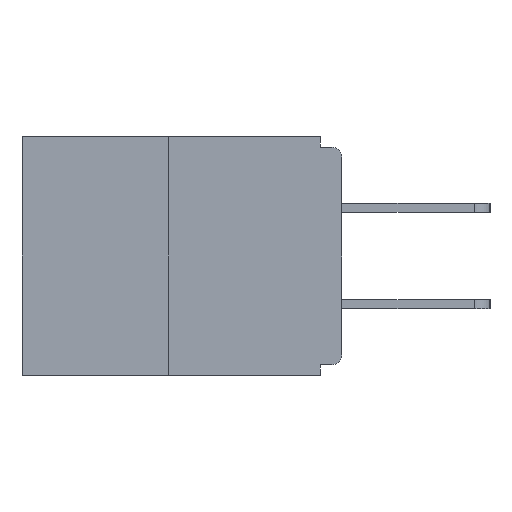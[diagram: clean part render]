
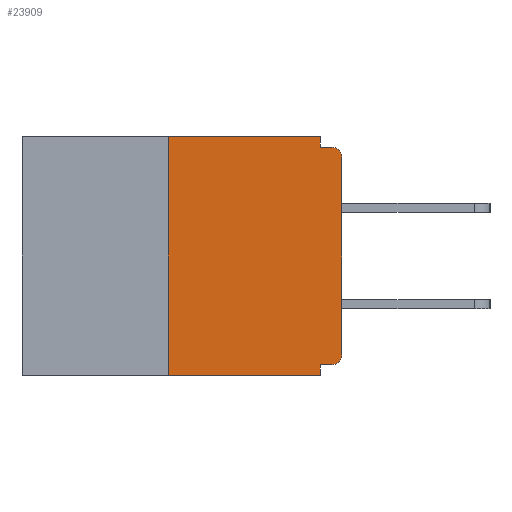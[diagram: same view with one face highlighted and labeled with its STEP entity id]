
A CAD part, left-side view. The second image highlights one B-rep face of the part: STEP entity #23909.
In plain terms, the highlighted planar face has unit normal (-1, 0, 0).
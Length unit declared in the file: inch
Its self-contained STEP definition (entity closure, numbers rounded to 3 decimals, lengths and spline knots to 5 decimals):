
#1054 = CARTESIAN_POINT ( 'NONE',  ( 0., 0.46, -0.343 ) ) ;
#1420 = CARTESIAN_POINT ( 'NONE',  ( 0., 0.015, -0.03 ) ) ;
#1559 = CARTESIAN_POINT ( 'NONE',  ( 0., 0.46, 0. ) ) ;
#1956 = CARTESIAN_POINT ( 'NONE',  ( 0., 0.031, 0. ) ) ;
#1996 = DIRECTION ( 'NONE',  ( -1., 0., 0. ) ) ;
#2765 = VECTOR ( 'NONE', #23264, 39.37008 ) ;
#2855 = CARTESIAN_POINT ( 'NONE',  ( 0., 0., -0.015 ) ) ;
#2947 = LINE ( 'NONE', #5275, #8638 ) ;
#3557 = ORIENTED_EDGE ( 'NONE', *, *, #6464, .F. ) ;
#4641 = VERTEX_POINT ( 'NONE', #19897 ) ;
#5210 = CARTESIAN_POINT ( 'NONE',  ( 0., 0.031, -0.343 ) ) ;
#5275 = CARTESIAN_POINT ( 'NONE',  ( 0., 0., -0.328 ) ) ;
#5491 = VERTEX_POINT ( 'NONE', #28364 ) ;
#5592 = ORIENTED_EDGE ( 'NONE', *, *, #15444, .F. ) ;
#6121 = ORIENTED_EDGE ( 'NONE', *, *, #7295, .T. ) ;
#6464 = EDGE_CURVE ( 'NONE', #22039, #18737, #2947, .T. ) ;
#6596 = CARTESIAN_POINT ( 'NONE',  ( 0., 0.015, -0.313 ) ) ;
#6679 = DIRECTION ( 'NONE',  ( 0., 0., 1. ) ) ;
#6683 = EDGE_LOOP ( 'NONE', ( #9074, #27786, #15594, #9558, #3557, #8475, #9644, #6121, #24042, #5592 ) ) ;
#6789 = VERTEX_POINT ( 'NONE', #5210 ) ;
#7259 = DIRECTION ( 'NONE',  ( 0., 1., 0. ) ) ;
#7295 = EDGE_CURVE ( 'NONE', #15918, #11778, #23215, .T. ) ;
#7444 = DIRECTION ( 'NONE',  ( -1., 0., 0. ) ) ;
#7733 = DIRECTION ( 'NONE',  ( 0., 0., -1. ) ) ;
#8312 = CARTESIAN_POINT ( 'NONE',  ( 0., 0.031, -0.328 ) ) ;
#8475 = ORIENTED_EDGE ( 'NONE', *, *, #11945, .T. ) ;
#8638 = VECTOR ( 'NONE', #7259, 39.37008 ) ;
#8874 = EDGE_CURVE ( 'NONE', #12302, #15918, #16277, .T. ) ;
#9042 = VERTEX_POINT ( 'NONE', #10552 ) ;
#9074 = ORIENTED_EDGE ( 'NONE', *, *, #24632, .F. ) ;
#9403 = CARTESIAN_POINT ( 'NONE',  ( 0., 0.25, 0. ) ) ;
#9558 = ORIENTED_EDGE ( 'NONE', *, *, #17421, .F. ) ;
#9644 = ORIENTED_EDGE ( 'NONE', *, *, #8874, .T. ) ;
#9753 = VECTOR ( 'NONE', #16567, 39.37008 ) ;
#9842 = LINE ( 'NONE', #27576, #14397 ) ;
#9927 = EDGE_CURVE ( 'NONE', #26689, #5491, #15708, .T. ) ;
#10146 = EDGE_CURVE ( 'NONE', #26689, #6789, #24935, .T. ) ;
#10552 = CARTESIAN_POINT ( 'NONE',  ( 0., 0.031, -0.015 ) ) ;
#11778 = VERTEX_POINT ( 'NONE', #18555 ) ;
#11945 = EDGE_CURVE ( 'NONE', #22039, #12302, #24514, .T. ) ;
#12302 = VERTEX_POINT ( 'NONE', #12481 ) ;
#12481 = CARTESIAN_POINT ( 'NONE',  ( 0., 0., -0.313 ) ) ;
#13005 = VECTOR ( 'NONE', #6679, 39.37008 ) ;
#13341 = DIRECTION ( 'NONE',  ( 0., 0., -1. ) ) ;
#13780 = LINE ( 'NONE', #2855, #16963 ) ;
#14397 = VECTOR ( 'NONE', #25235, 39.37008 ) ;
#14718 = CARTESIAN_POINT ( 'NONE',  ( 0., 0., -0.03 ) ) ;
#15444 = EDGE_CURVE ( 'NONE', #4641, #9042, #17055, .T. ) ;
#15594 = ORIENTED_EDGE ( 'NONE', *, *, #10146, .T. ) ;
#15708 = LINE ( 'NONE', #9403, #13005 ) ;
#15918 = VERTEX_POINT ( 'NONE', #14718 ) ;
#15976 = CARTESIAN_POINT ( 'NONE',  ( 0., 0.015, -0.328 ) ) ;
#16277 = LINE ( 'NONE', #22622, #9753 ) ;
#16371 = DIRECTION ( 'NONE',  ( 0., -1., 0. ) ) ;
#16567 = DIRECTION ( 'NONE',  ( 0., 0., 1. ) ) ;
#16963 = VECTOR ( 'NONE', #16371, 39.37008 ) ;
#17055 = LINE ( 'NONE', #1956, #17781 ) ;
#17421 = EDGE_CURVE ( 'NONE', #18737, #6789, #9842, .T. ) ;
#17702 = EDGE_CURVE ( 'NONE', #9042, #11778, #13780, .T. ) ;
#17781 = VECTOR ( 'NONE', #25714, 39.37008 ) ;
#18425 = CARTESIAN_POINT ( 'NONE',  ( 0., 0.25, -0.343 ) ) ;
#18555 = CARTESIAN_POINT ( 'NONE',  ( 0., 0.015, -0.015 ) ) ;
#18737 = VERTEX_POINT ( 'NONE', #8312 ) ;
#18969 = DIRECTION ( 'NONE',  ( 0., 0., -1. ) ) ;
#19108 = FACE_OUTER_BOUND ( 'NONE', #6683, .T. ) ;
#19897 = CARTESIAN_POINT ( 'NONE',  ( 0., 0.031, 0. ) ) ;
#20464 = AXIS2_PLACEMENT_3D ( 'NONE', #1420, #7444, #18969 ) ;
#20683 = AXIS2_PLACEMENT_3D ( 'NONE', #27501, #27790, #7733 ) ;
#20854 = PLANE ( 'NONE',  #20683 ) ;
#21798 = AXIS2_PLACEMENT_3D ( 'NONE', #6596, #1996, #13341 ) ;
#22039 = VERTEX_POINT ( 'NONE', #15976 ) ;
#22622 = CARTESIAN_POINT ( 'NONE',  ( 0., 0., 0. ) ) ;
#22976 = LINE ( 'NONE', #1559, #2765 ) ;
#23215 = CIRCLE ( 'NONE', #20464, 0.015 ) ;
#23264 = DIRECTION ( 'NONE',  ( 0., -1., 0. ) ) ;
#23909 = ADVANCED_FACE ( 'NONE', ( #19108 ), #20854, .F. ) ;
#24042 = ORIENTED_EDGE ( 'NONE', *, *, #17702, .F. ) ;
#24514 = CIRCLE ( 'NONE', #21798, 0.015 ) ;
#24632 = EDGE_CURVE ( 'NONE', #5491, #4641, #22976, .T. ) ;
#24935 = LINE ( 'NONE', #1054, #25453 ) ;
#25235 = DIRECTION ( 'NONE',  ( 0., 0., -1. ) ) ;
#25453 = VECTOR ( 'NONE', #27425, 39.37008 ) ;
#25714 = DIRECTION ( 'NONE',  ( 0., 0., -1. ) ) ;
#26689 = VERTEX_POINT ( 'NONE', #18425 ) ;
#27425 = DIRECTION ( 'NONE',  ( 0., -1., 0. ) ) ;
#27501 = CARTESIAN_POINT ( 'NONE',  ( 0., 0.46, 0. ) ) ;
#27576 = CARTESIAN_POINT ( 'NONE',  ( 0., 0.031, -0.343 ) ) ;
#27786 = ORIENTED_EDGE ( 'NONE', *, *, #9927, .F. ) ;
#27790 = DIRECTION ( 'NONE',  ( 1., 0., 0. ) ) ;
#28364 = CARTESIAN_POINT ( 'NONE',  ( 0., 0.25, 0. ) ) ;
